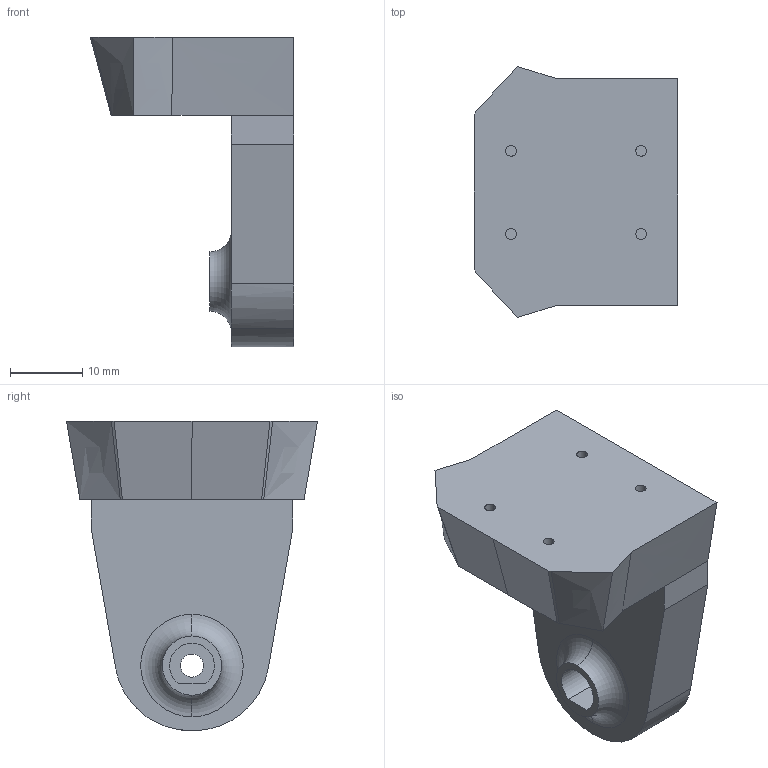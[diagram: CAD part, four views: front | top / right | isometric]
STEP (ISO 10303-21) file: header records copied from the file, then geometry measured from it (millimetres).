
FILE_DESCRIPTION (( 'STEP AP203' ), '1' );
FILE_NAME ('CAM_COVER_SUPPORT.STEP', '2025-10-27T07:18:17', ( '' ), ( '' ), 'SwSTEP 2.0', 'SolidWorks 2022', '' );
FILE_SCHEMA (( 'CONFIG_CONTROL_DESIGN' ));
Length unit declared in the file: millimetre
Products named in the file (1): CAM_COVER_SUPPORT
Bounding box: 28.13 x 34.75 x 42.8 mm (x, y, z)
Volume: 14573.1 mm3; surface area: 5051.3 mm2
Topology: 1 solids, 1 shells, 45 faces, 107 edges, 70 vertices
Faces by surface type: plane 17, cylinder 16, bspline 10, torus 2
Entity records: 1500 total; most frequent: CARTESIAN_POINT 397, ORIENTED_EDGE 214, DIRECTION 201, EDGE_CURVE 107, VERTEX_POINT 70, LINE 69, VECTOR 69, AXIS2_PLACEMENT_3D 66
